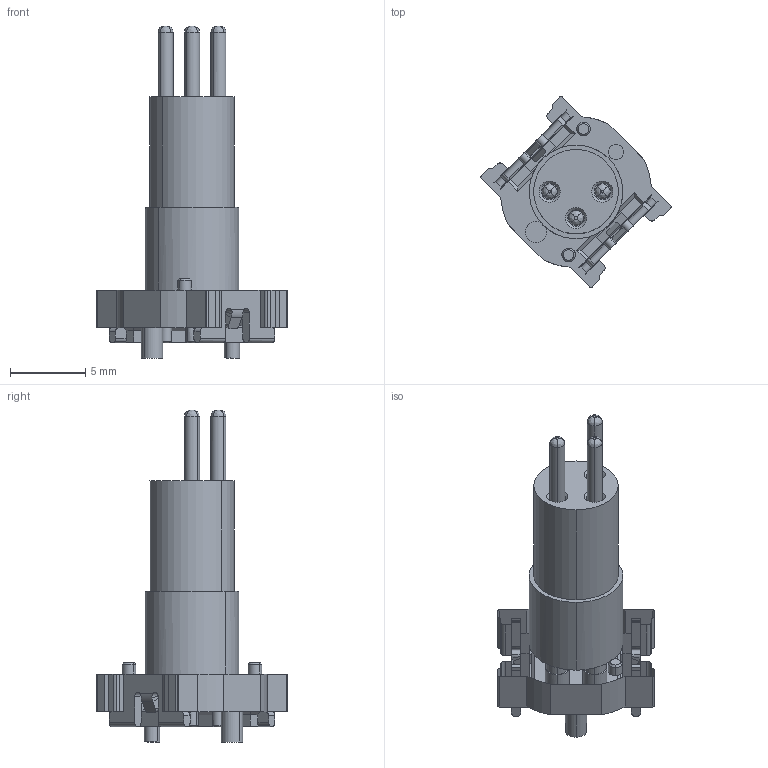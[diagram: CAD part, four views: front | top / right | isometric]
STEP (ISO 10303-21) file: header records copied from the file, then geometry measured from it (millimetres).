
FILE_DESCRIPTION(('CATIA V5 STEP Exchange','CAx-IF Rec.Pracs.--- Model Styling and Organization---1.4--- 2014-01-23'),'2;1');
FILE_NAME ('030241-2_0', '2023-03-17T06:50:46+00:00', ('none'), ('Weidmueller'), 'CATIA Version 5-6 Release 2016 SP3 HF44', 'CATIA V5 STEP AP214', 'none');
FILE_SCHEMA(('AUTOMOTIVE_DESIGN { 1 0 10303 214 1 1 1 1 }'));
Length unit declared in the file: millimetre
Products named in the file (1): 2421750000
Bounding box: 12.65 x 12.65 x 22 mm (x, y, z)
Volume: 564.1 mm3; surface area: 980.4 mm2
Topology: 4 solids, 4 shells, 259 faces, 674 edges, 436 vertices
Faces by surface type: plane 121, cylinder 106, bspline 16, cone 10, torus 6
Entity records: 9078 total; most frequent: CARTESIAN_POINT 3063, ORIENTED_EDGE 1332, DIRECTION 1028, EDGE_CURVE 666, VERTEX_POINT 432, AXIS2_PLACEMENT_3D 421, VECTOR 372, LINE 372
